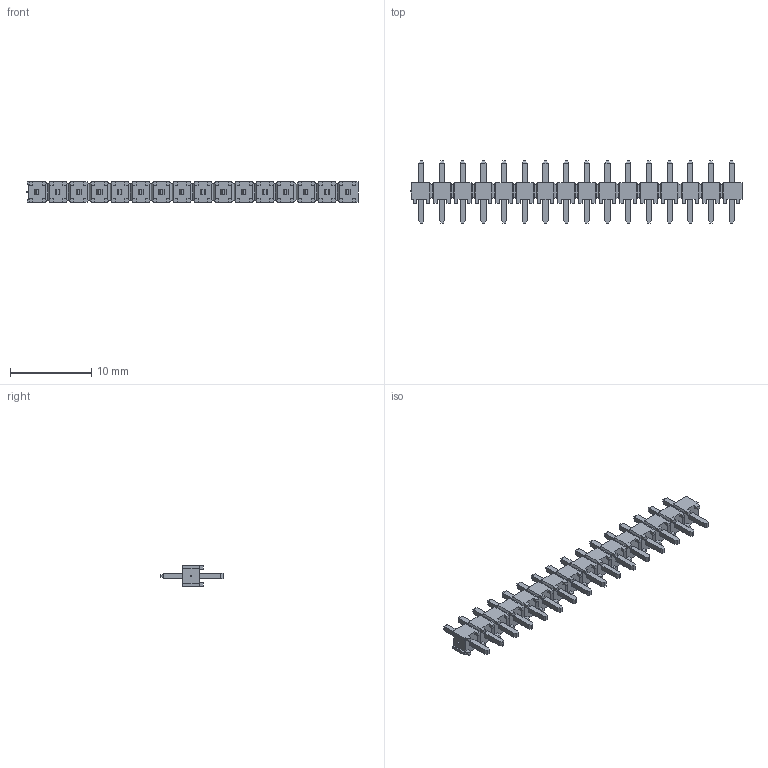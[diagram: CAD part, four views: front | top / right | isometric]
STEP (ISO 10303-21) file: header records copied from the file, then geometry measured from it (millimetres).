
FILE_DESCRIPTION(/* description */ ('STEP AP214'),/* implementation_level */ '2;1');
FILE_NAME(/* name */ 'TSW-116-06-T-S',/* time_stamp */ '2025-11-19T16:03:22+01:00',/* author */ ('License CC BY-ND 4.0'),/* organization */ ('CADENAS'),/* preprocessor_version */ 'ST-DEVELOPER v20',/* originating_system */ 'PARTsolutions',/* authorisation */ ' ');
FILE_SCHEMA (('AUTOMOTIVE_DESIGN {1 0 10303 214 3 1 1}'));
Length unit declared in the file: inch
Products named in the file (3): TSW-116-06-T-S; TSW-116-06-T-S_body; T-1S6-18-TSW-1-06-16-S
Assembly tree (2 placements, depth 2):
  TSW-116-06-T-S
    TSW-116-06-T-S_body
    T-1S6-18-TSW-1-06-16-S
Bounding box: 40.77 x 7.62 x 2.54 mm (x, y, z)
Volume: 243.3 mm3; surface area: 902.3 mm2
Topology: 2 solids, 2 shells, 807 faces, 2066 edges, 1296 vertices
Faces by surface type: plane 807
Entity records: 23730 total; most frequent: CARTESIAN_POINT 4172, ORIENTED_EDGE 4132, DIRECTION 3686, EDGE_CURVE 2066, LINE 2066, VECTOR 2066, VERTEX_POINT 1296, EDGE_LOOP 872
